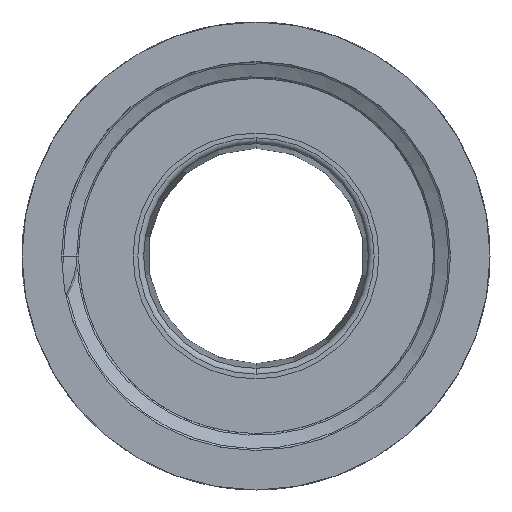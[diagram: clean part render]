
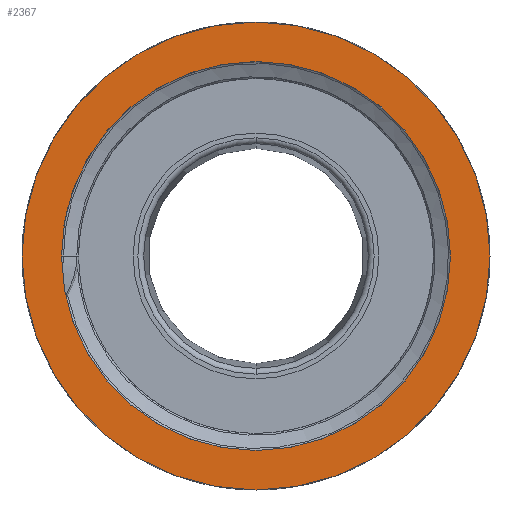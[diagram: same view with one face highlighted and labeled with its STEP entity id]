
A CAD part, left-side view. The second image highlights one B-rep face of the part: STEP entity #2367.
In plain terms, the highlighted planar face has unit normal (-1, 0, 0).
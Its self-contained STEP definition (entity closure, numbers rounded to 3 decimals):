
#712 = CARTESIAN_POINT ( 'NONE',  ( 0., 0., -16.624 ) ) ;
#717 = FACE_OUTER_BOUND ( 'NONE', #8208, .T. ) ;
#721 = FACE_BOUND ( 'NONE', #8236, .T. ) ;
#722 = PLANE ( 'NONE',  #3794 ) ;
#724 = DIRECTION ( 'NONE',  ( 1., 0., 0. ) ) ;
#725 = DIRECTION ( 'NONE',  ( 0., 0., -1. ) ) ;
#965 = CARTESIAN_POINT ( 'NONE',  ( 0., 0., 20. ) ) ;
#966 = CARTESIAN_POINT ( 'NONE',  ( 0., 0., -20. ) ) ;
#1058 = CARTESIAN_POINT ( 'NONE',  ( 0., 0., -16.624 ) ) ;
#1059 = CARTESIAN_POINT ( 'NONE',  ( 0., 0., 16.624 ) ) ;
#2193 = EDGE_CURVE ( 'NONE', #4598, #4599, #7910, .T. ) ;
#2367 = ADVANCED_FACE ( 'NONE', ( #721, #717 ), #722, .F. ) ;
#2420 = CARTESIAN_POINT ( 'NONE',  ( 0., 0., 0. ) ) ;
#2421 = DIRECTION ( 'NONE',  ( -1., 0., 0. ) ) ;
#2422 = DIRECTION ( 'NONE',  ( 0., 0., 1. ) ) ;
#2645 = CARTESIAN_POINT ( 'NONE',  ( 0., 0., 0. ) ) ;
#2646 = DIRECTION ( 'NONE',  ( -1., 0., 0. ) ) ;
#2647 = DIRECTION ( 'NONE',  ( 0., 0., 1. ) ) ;
#2935 = CARTESIAN_POINT ( 'NONE',  ( 0., 0., 0. ) ) ;
#2936 = DIRECTION ( 'NONE',  ( -1., 0., 0. ) ) ;
#2937 = DIRECTION ( 'NONE',  ( 0., 0., 1. ) ) ;
#3010 = ORIENTED_EDGE ( 'NONE', *, *, #7301, .T. ) ;
#3012 = ORIENTED_EDGE ( 'NONE', *, *, #7215, .F. ) ;
#3047 = ORIENTED_EDGE ( 'NONE', *, *, #2193, .T. ) ;
#3065 = ORIENTED_EDGE ( 'NONE', *, *, #7238, .F. ) ;
#3794 = AXIS2_PLACEMENT_3D ( 'NONE', #712, #724, #725 ) ;
#3911 = CIRCLE ( 'NONE', #3913, 16.624 ) ;
#3913 = AXIS2_PLACEMENT_3D ( 'NONE', #2420, #2421, #2422 ) ;
#3914 = CIRCLE ( 'NONE', #3916, 16.624 ) ;
#3916 = AXIS2_PLACEMENT_3D ( 'NONE', #2645, #2646, #2647 ) ;
#3985 = CIRCLE ( 'NONE', #3987, 20. ) ;
#3987 = AXIS2_PLACEMENT_3D ( 'NONE', #2935, #2936, #2937 ) ;
#4598 = VERTEX_POINT ( 'NONE', #965 ) ;
#4599 = VERTEX_POINT ( 'NONE', #966 ) ;
#4691 = VERTEX_POINT ( 'NONE', #1058 ) ;
#4692 = VERTEX_POINT ( 'NONE', #1059 ) ;
#7215 = EDGE_CURVE ( 'NONE', #4691, #4692, #3911, .T. ) ;
#7238 = EDGE_CURVE ( 'NONE', #4692, #4691, #3914, .T. ) ;
#7301 = EDGE_CURVE ( 'NONE', #4599, #4598, #3985, .T. ) ;
#7910 = CIRCLE ( 'NONE', #7980, 20. ) ;
#7980 = AXIS2_PLACEMENT_3D ( 'NONE', #8453, #8454, #8455 ) ;
#8208 = EDGE_LOOP ( 'NONE', ( #3047, #3010 ) ) ;
#8236 = EDGE_LOOP ( 'NONE', ( #3065, #3012 ) ) ;
#8453 = CARTESIAN_POINT ( 'NONE',  ( 0., 0., 0. ) ) ;
#8454 = DIRECTION ( 'NONE',  ( -1., 0., 0. ) ) ;
#8455 = DIRECTION ( 'NONE',  ( 0., 0., 1. ) ) ;
